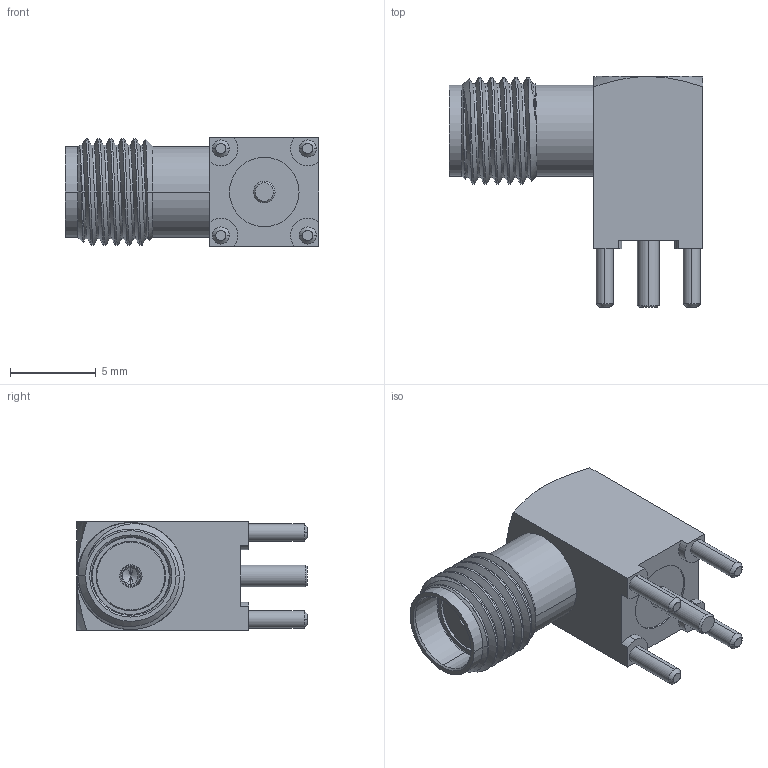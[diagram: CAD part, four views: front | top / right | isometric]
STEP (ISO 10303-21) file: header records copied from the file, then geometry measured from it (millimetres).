
FILE_DESCRIPTION(('STEP AP242'),'1');
FILE_NAME('73391-0083.stp','2021-02-02T10:11:25',('TraceParts'),('TraceParts S.A.'),'Spatial InterOp 3D',' ',' ');
FILE_SCHEMA(('AP242_MANAGED_MODEL_BASED_3D_ENGINEERING_MIM_LF {1 0 10303 442 1 1 4}'));
Length unit declared in the file: millimetre
Products named in the file (1): 73391-0083_1
Bounding box: 14.8 x 13.5 x 6.35 mm (x, y, z)
Volume: 570.9 mm3; surface area: 750.9 mm2
Topology: 1 solids, 1 shells, 125 faces, 329 edges, 226 vertices
Faces by surface type: cylinder 63, cone 29, plane 29, torus 2, bspline 2
Entity records: 6638 total; most frequent: CARTESIAN_POINT 3573, ORIENTED_EDGE 634, DIRECTION 631, EDGE_CURVE 317, AXIS2_PLACEMENT_3D 257, VERTEX_POINT 206, EDGE_LOOP 137, CIRCLE 132
